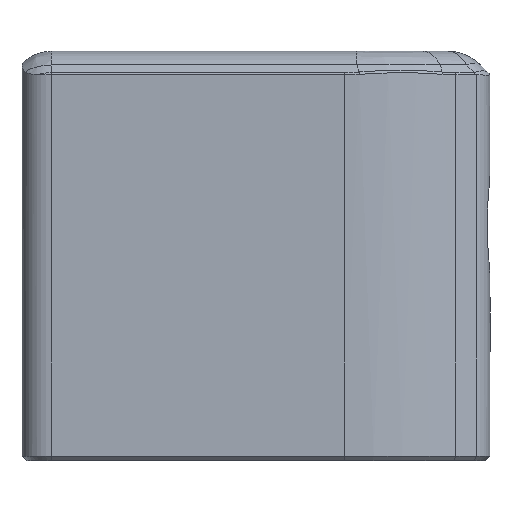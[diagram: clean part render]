
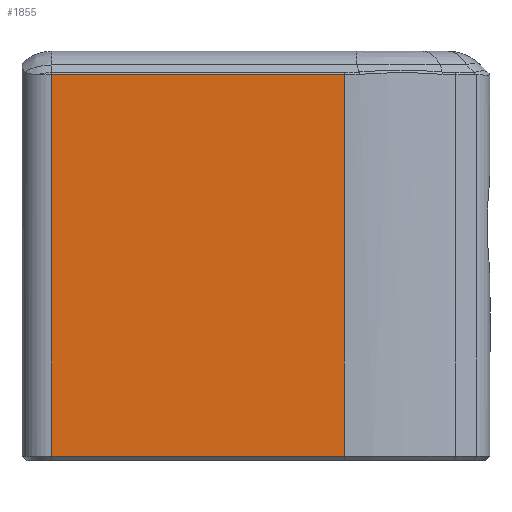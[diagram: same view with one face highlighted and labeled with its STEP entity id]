
A CAD part, left-side view. The second image highlights one B-rep face of the part: STEP entity #1855.
In plain terms, the highlighted planar face has unit normal (-1, 0, 0).
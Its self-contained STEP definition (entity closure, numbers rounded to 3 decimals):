
#281=FACE_OUTER_BOUND('',#401,.T.);
#401=EDGE_LOOP('',(#1624,#1625,#1626,#1627));
#516=LINE('',#2975,#657);
#570=LINE('',#3545,#711);
#575=LINE('',#3573,#716);
#576=LINE('',#3575,#717);
#657=VECTOR('',#2284,10.);
#711=VECTOR('',#2508,10.);
#716=VECTOR('',#2547,10.);
#717=VECTOR('',#2550,10.);
#808=VERTEX_POINT('',#2965);
#809=VERTEX_POINT('',#2974);
#875=VERTEX_POINT('',#3535);
#877=VERTEX_POINT('',#3541);
#1009=EDGE_CURVE('',#808,#809,#516,.T.);
#1128=EDGE_CURVE('',#875,#877,#570,.T.);
#1141=EDGE_CURVE('',#877,#808,#575,.T.);
#1142=EDGE_CURVE('',#875,#809,#576,.T.);
#1624=ORIENTED_EDGE('',*,*,#1141,.F.);
#1625=ORIENTED_EDGE('',*,*,#1128,.F.);
#1626=ORIENTED_EDGE('',*,*,#1142,.T.);
#1627=ORIENTED_EDGE('',*,*,#1009,.F.);
#1750=PLANE('',#2056);
#1855=ADVANCED_FACE('',(#281),#1750,.F.);
#2056=AXIS2_PLACEMENT_3D('',#3574,#2548,#2549);
#2284=DIRECTION('',(0.,-1.,0.));
#2508=DIRECTION('',(0.,1.,0.));
#2547=DIRECTION('',(0.,0.,1.));
#2548=DIRECTION('center_axis',(1.,0.,0.));
#2549=DIRECTION('ref_axis',(0.,1.,0.));
#2550=DIRECTION('',(0.,0.,1.));
#2965=CARTESIAN_POINT('',(-16.35,56.,17.223));
#2974=CARTESIAN_POINT('',(-16.35,30.95,17.223));
#2975=CARTESIAN_POINT('',(-16.35,34.75,17.223));
#3535=CARTESIAN_POINT('',(-16.35,30.95,-15.366));
#3541=CARTESIAN_POINT('',(-16.35,56.,-15.366));
#3545=CARTESIAN_POINT('',(-16.35,32.475,-15.366));
#3573=CARTESIAN_POINT('',(-16.35,56.,-16.432));
#3574=CARTESIAN_POINT('Origin',(-16.35,30.95,-15.766));
#3575=CARTESIAN_POINT('',(-16.35,30.95,-16.432));
